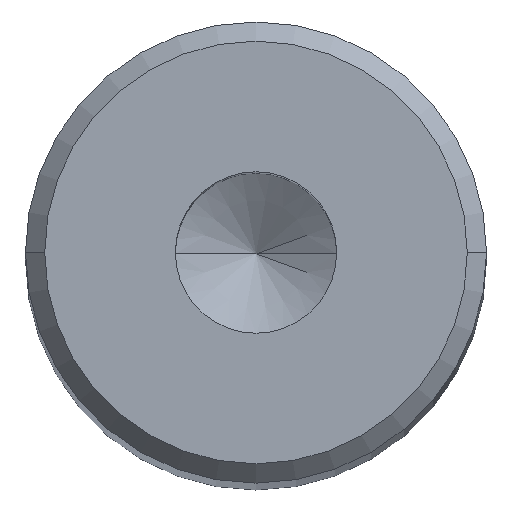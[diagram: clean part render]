
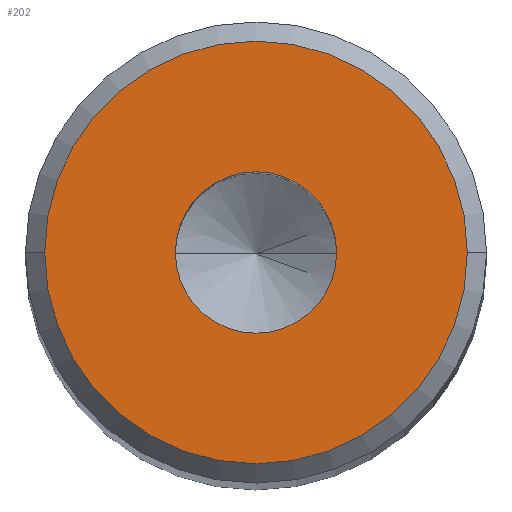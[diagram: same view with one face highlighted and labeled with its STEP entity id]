
A CAD part, top view. The second image highlights one B-rep face of the part: STEP entity #202.
In plain terms, the highlighted planar face has unit normal (0, 0, 1).
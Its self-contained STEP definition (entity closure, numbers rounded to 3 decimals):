
#23 = FACE_BOUND ( 'NONE', #377, .T. ) ;
#28 = CIRCLE ( 'NONE', #128, 5.5 ) ;
#47 = CARTESIAN_POINT ( 'NONE',  ( -2.1, 0., 104. ) ) ;
#61 = DIRECTION ( 'NONE',  ( 0., 0., 1. ) ) ;
#62 = EDGE_CURVE ( 'NONE', #383, #508, #425, .T. ) ;
#88 = DIRECTION ( 'NONE',  ( 1., 0., 0. ) ) ;
#128 = AXIS2_PLACEMENT_3D ( 'NONE', #385, #303, #147 ) ;
#137 = CARTESIAN_POINT ( 'NONE',  ( -5.5, 0., 104. ) ) ;
#146 = EDGE_LOOP ( 'NONE', ( #427, #356 ) ) ;
#147 = DIRECTION ( 'NONE',  ( 1., 0., 0. ) ) ;
#160 = EDGE_CURVE ( 'NONE', #180, #186, #391, .T. ) ;
#164 = AXIS2_PLACEMENT_3D ( 'NONE', #247, #410, #494 ) ;
#175 = DIRECTION ( 'NONE',  ( 1., 0., 0. ) ) ;
#180 = VERTEX_POINT ( 'NONE', #137 ) ;
#186 = VERTEX_POINT ( 'NONE', #498 ) ;
#202 = ADVANCED_FACE ( 'NONE', ( #375, #23 ), #495, .T. ) ;
#222 = DIRECTION ( 'NONE',  ( 0., 0., 1. ) ) ;
#247 = CARTESIAN_POINT ( 'NONE',  ( 0., 0., 104. ) ) ;
#253 = CARTESIAN_POINT ( 'NONE',  ( 0., 0., 104. ) ) ;
#255 = AXIS2_PLACEMENT_3D ( 'NONE', #253, #222, #175 ) ;
#262 = ORIENTED_EDGE ( 'NONE', *, *, #62, .F. ) ;
#290 = EDGE_CURVE ( 'NONE', #508, #383, #374, .T. ) ;
#303 = DIRECTION ( 'NONE',  ( 0., 0., 1. ) ) ;
#326 = DIRECTION ( 'NONE',  ( 1., 0., 0. ) ) ;
#355 = CARTESIAN_POINT ( 'NONE',  ( 0., 0., 104. ) ) ;
#356 = ORIENTED_EDGE ( 'NONE', *, *, #447, .T. ) ;
#363 = AXIS2_PLACEMENT_3D ( 'NONE', #355, #61, #88 ) ;
#374 = CIRCLE ( 'NONE', #255, 2.1 ) ;
#375 = FACE_OUTER_BOUND ( 'NONE', #146, .T. ) ;
#377 = EDGE_LOOP ( 'NONE', ( #420, #262 ) ) ;
#383 = VERTEX_POINT ( 'NONE', #47 ) ;
#385 = CARTESIAN_POINT ( 'NONE',  ( 0., 0., 104. ) ) ;
#391 = CIRCLE ( 'NONE', #449, 5.5 ) ;
#404 = DIRECTION ( 'NONE',  ( 0., 0., 1. ) ) ;
#410 = DIRECTION ( 'NONE',  ( 0., 0., 1. ) ) ;
#420 = ORIENTED_EDGE ( 'NONE', *, *, #290, .F. ) ;
#425 = CIRCLE ( 'NONE', #363, 2.1 ) ;
#427 = ORIENTED_EDGE ( 'NONE', *, *, #160, .T. ) ;
#440 = CARTESIAN_POINT ( 'NONE',  ( 0., 0., 104. ) ) ;
#447 = EDGE_CURVE ( 'NONE', #186, #180, #28, .T. ) ;
#449 = AXIS2_PLACEMENT_3D ( 'NONE', #440, #404, #326 ) ;
#454 = CARTESIAN_POINT ( 'NONE',  ( 2.1, 0., 104. ) ) ;
#494 = DIRECTION ( 'NONE',  ( 1., 0., 0. ) ) ;
#495 = PLANE ( 'NONE',  #164 ) ;
#498 = CARTESIAN_POINT ( 'NONE',  ( 5.5, 0., 104. ) ) ;
#508 = VERTEX_POINT ( 'NONE', #454 ) ;
